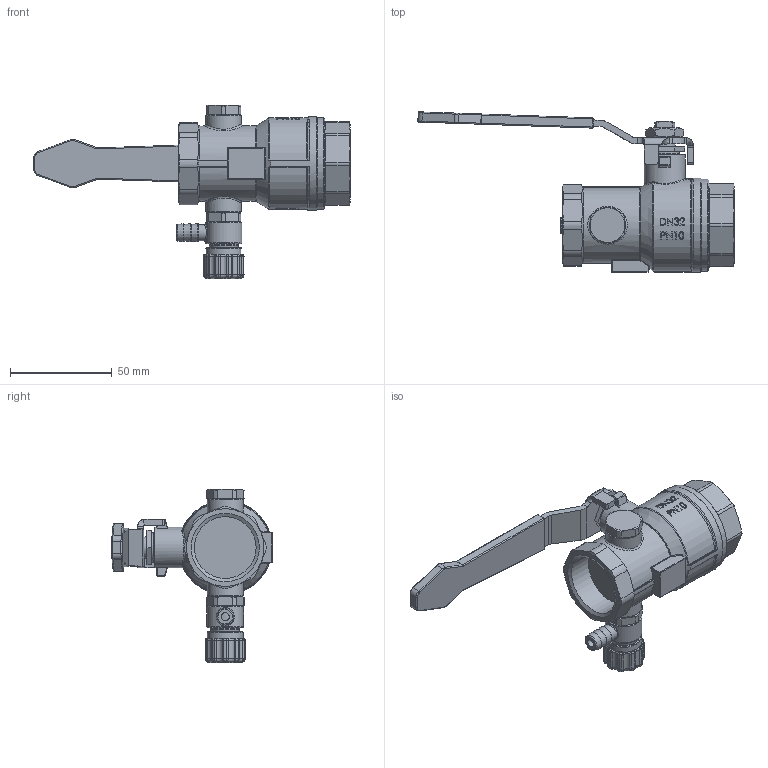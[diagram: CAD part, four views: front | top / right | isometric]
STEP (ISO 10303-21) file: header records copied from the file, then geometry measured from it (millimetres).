
FILE_DESCRIPTION (( 'STEP AP214' ), '1' );
FILE_NAME ('DVGW-112-W0E-4 Kugelhahn Entleerventil 2205.STEP', '2022-05-18T07:35:30', ( '' ), ( '' ), 'SwSTEP 2.0', 'SolidWorks 2019', '' );
FILE_SCHEMA (( 'AUTOMOTIVE_DESIGN' ));
Length unit declared in the file: millimetre
Products named in the file (1): DVGW-112-W0E-4 Kugelhahn Entleerventil 2205
Bounding box: 155.02 x 78.58 x 84.87 mm (x, y, z)
Volume: 120133.6 mm3; surface area: 29924.5 mm2
Topology: 1 solids, 1 shells, 870 faces, 2148 edges, 1281 vertices
Faces by surface type: plane 271, cylinder 222, bspline 191, torus 79, cone 71, sphere 36
Full cylindrical faces by diameter (mm): 4 x1, 8 x1, 10.4 x1, 12.395 x1, 13.6 x1, 14.05 x1, 14.2 x1, 14.3 x2, 16 x1, 17.5 x3, 18 x1, 20 x1, 30.291 x2, 45 x1, 46 x1
Entity records: 38987 total; most frequent: CARTESIAN_POINT 15961, ORIENTED_EDGE 4042, DIRECTION 3243, EDGE_CURVE 2021, VERTEX_POINT 1255, AXIS2_PLACEMENT_3D 1248, EDGE_LOOP 972, FACE_OUTER_BOUND 899
